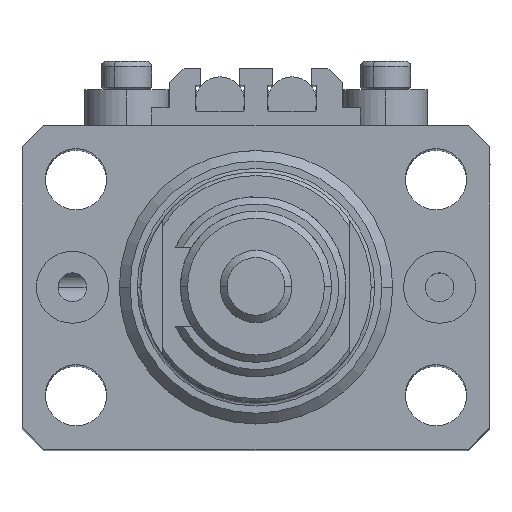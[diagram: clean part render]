
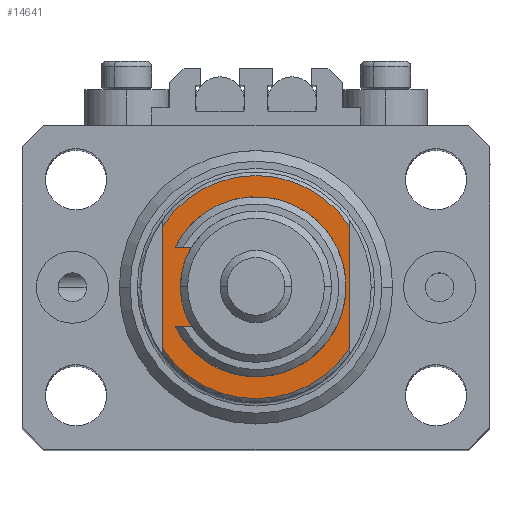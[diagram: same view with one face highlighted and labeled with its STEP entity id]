
A CAD part, top view. The second image highlights one B-rep face of the part: STEP entity #14641.
In plain terms, the highlighted face is planar.
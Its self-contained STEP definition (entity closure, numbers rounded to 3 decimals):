
#1920 = DIRECTION ( 'NONE',  ( -1., 0., 0. ) ) ;
#3888 = DIRECTION ( 'NONE',  ( 0., 0., 1. ) ) ;
#5770 = VERTEX_POINT ( 'NONE', #47151 ) ;
#5776 = CARTESIAN_POINT ( 'NONE',  ( 0., 0., -6.5 ) ) ;
#6007 = LINE ( 'NONE', #49456, #44235 ) ;
#6899 = EDGE_LOOP ( 'NONE', ( #7765, #41113 ) ) ;
#7164 = DIRECTION ( 'NONE',  ( 0., 0., 1. ) ) ;
#7497 = VERTEX_POINT ( 'NONE', #31873 ) ;
#7522 = CIRCLE ( 'NONE', #29672, 9.5 ) ;
#7765 = ORIENTED_EDGE ( 'NONE', *, *, #29605, .T. ) ;
#8149 = LINE ( 'NONE', #30760, #38338 ) ;
#10994 = PLANE ( 'NONE',  #29134 ) ;
#12462 = AXIS2_PLACEMENT_3D ( 'NONE', #5776, #37139, #1920 ) ;
#14102 = VERTEX_POINT ( 'NONE', #39647 ) ;
#14641 = ADVANCED_FACE ( 'NONE', ( #23079, #31285 ), #10994, .T. ) ;
#15347 = CARTESIAN_POINT ( 'NONE',  ( 0., 0., -6.5 ) ) ;
#16836 = VERTEX_POINT ( 'NONE', #44336 ) ;
#18363 = CARTESIAN_POINT ( 'NONE',  ( -9.5, 0., -6.5 ) ) ;
#18976 = DIRECTION ( 'NONE',  ( -1., 0., 0. ) ) ;
#19466 = DIRECTION ( 'NONE',  ( -1., 0., 0. ) ) ;
#19631 = VERTEX_POINT ( 'NONE', #32245 ) ;
#19961 = DIRECTION ( 'NONE',  ( 0., -1., 0. ) ) ;
#21680 = DIRECTION ( 'NONE',  ( 0., -1., 0. ) ) ;
#23079 = FACE_BOUND ( 'NONE', #6899, .T. ) ;
#23133 = DIRECTION ( 'NONE',  ( 0., 0., -1. ) ) ;
#23411 = CARTESIAN_POINT ( 'NONE',  ( 0., 0., -6.5 ) ) ;
#23893 = DIRECTION ( 'NONE',  ( -1., 0., 0. ) ) ;
#23946 = VERTEX_POINT ( 'NONE', #18363 ) ;
#24652 = EDGE_CURVE ( 'NONE', #19631, #16836, #8149, .T. ) ;
#26135 = EDGE_CURVE ( 'NONE', #5770, #7497, #6007, .T. ) ;
#26412 = CIRCLE ( 'NONE', #12462, 15.5 ) ;
#27430 = AXIS2_PLACEMENT_3D ( 'NONE', #46540, #23133, #23893 ) ;
#27954 = ORIENTED_EDGE ( 'NONE', *, *, #24652, .T. ) ;
#28710 = CIRCLE ( 'NONE', #48423, 9.5 ) ;
#29134 = AXIS2_PLACEMENT_3D ( 'NONE', #15347, #42115, #19466 ) ;
#29605 = EDGE_CURVE ( 'NONE', #23946, #14102, #28710, .T. ) ;
#29672 = AXIS2_PLACEMENT_3D ( 'NONE', #33896, #7164, #18976 ) ;
#29768 = ORIENTED_EDGE ( 'NONE', *, *, #37240, .T. ) ;
#30760 = CARTESIAN_POINT ( 'NONE',  ( 13., -43.081, -6.5 ) ) ;
#31106 = DIRECTION ( 'NONE',  ( -1., 0., 0. ) ) ;
#31285 = FACE_OUTER_BOUND ( 'NONE', #42785, .T. ) ;
#31873 = CARTESIAN_POINT ( 'NONE',  ( -13., -8.441, -6.5 ) ) ;
#32245 = CARTESIAN_POINT ( 'NONE',  ( 13., 8.441, -6.5 ) ) ;
#33512 = EDGE_CURVE ( 'NONE', #14102, #23946, #7522, .T. ) ;
#33896 = CARTESIAN_POINT ( 'NONE',  ( 0., 0., -6.5 ) ) ;
#35657 = CIRCLE ( 'NONE', #27430, 15.5 ) ;
#37139 = DIRECTION ( 'NONE',  ( 0., 0., -1. ) ) ;
#37240 = EDGE_CURVE ( 'NONE', #16836, #7497, #26412, .T. ) ;
#37774 = ORIENTED_EDGE ( 'NONE', *, *, #43153, .T. ) ;
#38338 = VECTOR ( 'NONE', #19961, 1000. ) ;
#39647 = CARTESIAN_POINT ( 'NONE',  ( 9.5, 0., -6.5 ) ) ;
#41113 = ORIENTED_EDGE ( 'NONE', *, *, #33512, .T. ) ;
#42115 = DIRECTION ( 'NONE',  ( 0., 0., -1. ) ) ;
#42785 = EDGE_LOOP ( 'NONE', ( #37774, #27954, #29768, #49279 ) ) ;
#43153 = EDGE_CURVE ( 'NONE', #5770, #19631, #35657, .T. ) ;
#44235 = VECTOR ( 'NONE', #21680, 1000. ) ;
#44336 = CARTESIAN_POINT ( 'NONE',  ( 13., -8.441, -6.5 ) ) ;
#46540 = CARTESIAN_POINT ( 'NONE',  ( 0., 0., -6.5 ) ) ;
#47151 = CARTESIAN_POINT ( 'NONE',  ( -13., 8.441, -6.5 ) ) ;
#48423 = AXIS2_PLACEMENT_3D ( 'NONE', #23411, #3888, #31106 ) ;
#49279 = ORIENTED_EDGE ( 'NONE', *, *, #26135, .F. ) ;
#49456 = CARTESIAN_POINT ( 'NONE',  ( -13., -43.081, -6.5 ) ) ;
